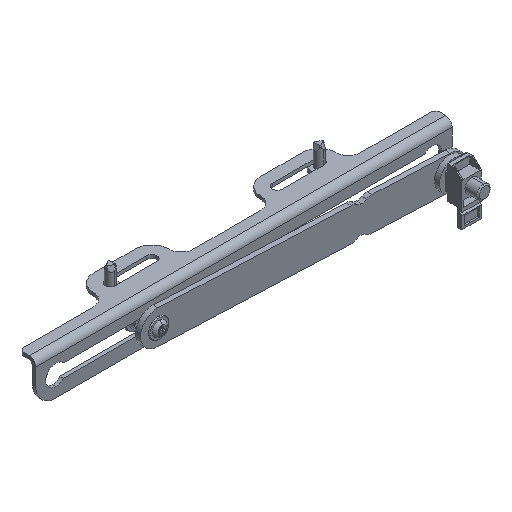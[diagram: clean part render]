
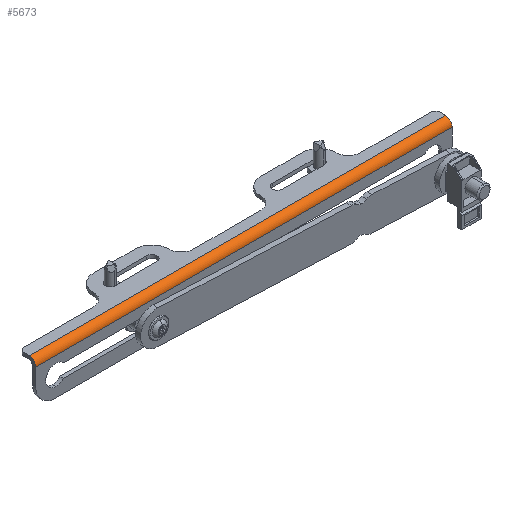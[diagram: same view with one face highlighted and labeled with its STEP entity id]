
A CAD part, isometric view. The second image highlights one B-rep face of the part: STEP entity #5673.
In plain terms, the highlighted cylindrical face has radius 4 mm (diameter 8 mm), a partial arc.
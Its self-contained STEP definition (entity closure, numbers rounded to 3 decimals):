
#474 = AXIS2_PLACEMENT_3D ( 'NONE', #8070, #8115, #9681 ) ;
#791 = CARTESIAN_POINT ( 'NONE',  ( 124.5, -9.75, 9. ) ) ;
#806 = ORIENTED_EDGE ( 'NONE', *, *, #4861, .T. ) ;
#1237 = CARTESIAN_POINT ( 'NONE',  ( 124.5, -9.75, 13. ) ) ;
#1661 = CARTESIAN_POINT ( 'NONE',  ( 124.5, -13.75, 9. ) ) ;
#1744 = CARTESIAN_POINT ( 'NONE',  ( -124.5, -13.75, 9. ) ) ;
#2109 = DIRECTION ( 'NONE',  ( -1., 0., 0. ) ) ;
#2632 = FACE_OUTER_BOUND ( 'NONE', #7991, .T. ) ;
#2702 = VERTEX_POINT ( 'NONE', #1744 ) ;
#2893 = DIRECTION ( 'NONE',  ( -1., 0., 0. ) ) ;
#3312 = LINE ( 'NONE', #1237, #6410 ) ;
#3378 = CIRCLE ( 'NONE', #474, 4. ) ;
#3535 = AXIS2_PLACEMENT_3D ( 'NONE', #6435, #4457, #9883 ) ;
#3979 = ORIENTED_EDGE ( 'NONE', *, *, #8145, .F. ) ;
#4355 = ORIENTED_EDGE ( 'NONE', *, *, #7367, .F. ) ;
#4457 = DIRECTION ( 'NONE',  ( 1., 0., 0. ) ) ;
#4768 = VERTEX_POINT ( 'NONE', #1661 ) ;
#4861 = EDGE_CURVE ( 'NONE', #9959, #2702, #8483, .T. ) ;
#5673 = ADVANCED_FACE ( 'NONE', ( #2632 ), #7881, .T. ) ;
#5833 = DIRECTION ( 'NONE',  ( -1., 0., 0. ) ) ;
#6410 = VECTOR ( 'NONE', #2109, 1000. ) ;
#6435 = CARTESIAN_POINT ( 'NONE',  ( -124.5, -9.75, 9. ) ) ;
#6714 = AXIS2_PLACEMENT_3D ( 'NONE', #791, #5833, #10108 ) ;
#7206 = CARTESIAN_POINT ( 'NONE',  ( 124.5, -13.75, 9. ) ) ;
#7239 = VECTOR ( 'NONE', #2893, 1000. ) ;
#7367 = EDGE_CURVE ( 'NONE', #7875, #4768, #3378, .T. ) ;
#7628 = LINE ( 'NONE', #7206, #7239 ) ;
#7871 = CARTESIAN_POINT ( 'NONE',  ( -124.5, -9.75, 13. ) ) ;
#7875 = VERTEX_POINT ( 'NONE', #8688 ) ;
#7881 = CYLINDRICAL_SURFACE ( 'NONE', #6714, 4. ) ;
#7991 = EDGE_LOOP ( 'NONE', ( #806, #3979, #4355, #10816 ) ) ;
#8037 = EDGE_CURVE ( 'NONE', #7875, #9959, #3312, .T. ) ;
#8070 = CARTESIAN_POINT ( 'NONE',  ( 124.5, -9.75, 9. ) ) ;
#8115 = DIRECTION ( 'NONE',  ( 1., 0., 0. ) ) ;
#8145 = EDGE_CURVE ( 'NONE', #4768, #2702, #7628, .T. ) ;
#8483 = CIRCLE ( 'NONE', #3535, 4. ) ;
#8688 = CARTESIAN_POINT ( 'NONE',  ( 124.5, -9.75, 13. ) ) ;
#9681 = DIRECTION ( 'NONE',  ( 0., 0., 1. ) ) ;
#9883 = DIRECTION ( 'NONE',  ( 0., 0., 1. ) ) ;
#9959 = VERTEX_POINT ( 'NONE', #7871 ) ;
#10108 = DIRECTION ( 'NONE',  ( 0., 0., 1. ) ) ;
#10816 = ORIENTED_EDGE ( 'NONE', *, *, #8037, .T. ) ;
